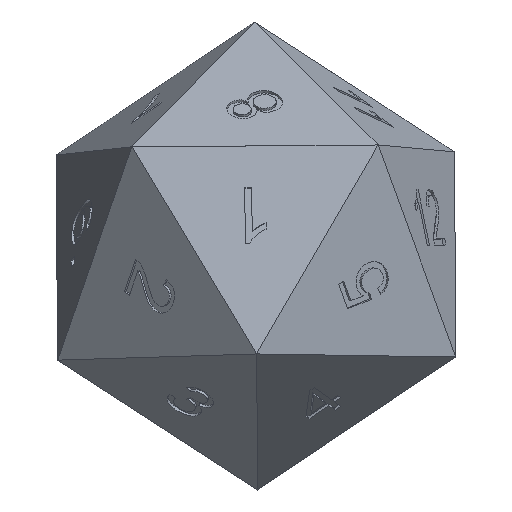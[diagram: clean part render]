
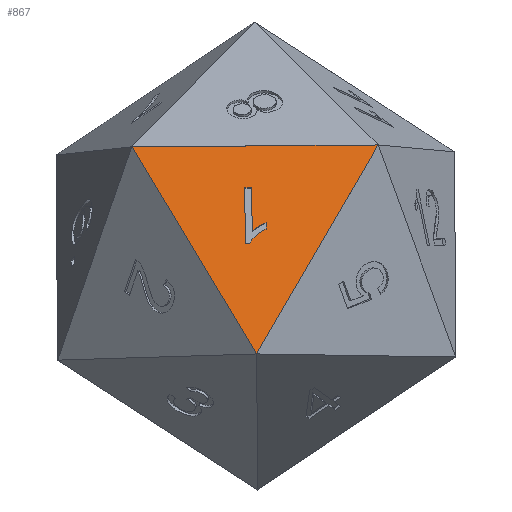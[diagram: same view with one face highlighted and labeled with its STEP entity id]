
A CAD part, top view. The second image highlights one B-rep face of the part: STEP entity #867.
In plain terms, the highlighted planar face has unit normal (-0.003, 0.217, 0.976).
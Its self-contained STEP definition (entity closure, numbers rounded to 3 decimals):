
#770=CARTESIAN_POINT('',(-3.733,-27.061,47.879));
#771=DIRECTION('',(0.003,-0.217,-0.976));
#772=DIRECTION('',(1.,0.008,0.001));
#773=AXIS2_PLACEMENT_3D('',#770,#771,#772);
#774=PLANE('',#773);
#775=CARTESIAN_POINT('',(-12.43,-22.248,46.783));
#776=VERTEX_POINT('',#775);
#777=CARTESIAN_POINT('',(4.89,-22.114,46.802));
#778=VERTEX_POINT('',#777);
#779=CARTESIAN_POINT('',(-12.43,-22.248,46.783));
#780=DIRECTION('',(1.,0.008,0.001));
#781=VECTOR('',#780,17.321);
#782=LINE('',#779,#781);
#783=EDGE_CURVE('',#776,#778,#782,.T.);
#784=ORIENTED_EDGE('',*,*,#783,.F.);
#785=CARTESIAN_POINT('',(-3.66,-36.822,50.051));
#786=VERTEX_POINT('',#785);
#787=CARTESIAN_POINT('',(-3.66,-36.822,50.051));
#788=DIRECTION('',(-0.506,0.841,-0.189));
#789=VECTOR('',#788,17.321);
#790=LINE('',#787,#789);
#791=EDGE_CURVE('',#786,#776,#790,.T.);
#792=ORIENTED_EDGE('',*,*,#791,.F.);
#793=CARTESIAN_POINT('',(4.89,-22.114,46.802));
#794=DIRECTION('',(-0.494,-0.849,0.188));
#795=VECTOR('',#794,17.321);
#796=LINE('',#793,#795);
#797=EDGE_CURVE('',#778,#786,#796,.T.);
#798=ORIENTED_EDGE('',*,*,#797,.F.);
#799=EDGE_LOOP('',(#784,#792,#798));
#800=FACE_BOUND('',#799,.T.);
#801=CARTESIAN_POINT('',(-4.455,-29.026,48.314));
#802=VERTEX_POINT('',#801);
#803=CARTESIAN_POINT('',(-4.484,-25.108,47.442));
#804=VERTEX_POINT('',#803);
#805=CARTESIAN_POINT('',(-4.455,-29.026,48.314));
#806=DIRECTION('',(-0.007,0.976,-0.217));
#807=VECTOR('',#806,4.014);
#808=LINE('',#805,#807);
#809=EDGE_CURVE('',#802,#804,#808,.T.);
#810=ORIENTED_EDGE('',*,*,#809,.T.);
#811=CARTESIAN_POINT('',(-3.993,-25.104,47.443));
#812=VERTEX_POINT('',#811);
#813=CARTESIAN_POINT('',(-4.484,-25.108,47.442));
#814=DIRECTION('',(1.,0.008,0.001));
#815=VECTOR('',#814,0.491);
#816=LINE('',#813,#815);
#817=EDGE_CURVE('',#804,#812,#816,.T.);
#818=ORIENTED_EDGE('',*,*,#817,.T.);
#819=CARTESIAN_POINT('',(-3.97,-28.157,48.122));
#820=VERTEX_POINT('',#819);
#821=CARTESIAN_POINT('',(-3.993,-25.104,47.443));
#822=DIRECTION('',(0.007,-0.976,0.217));
#823=VECTOR('',#822,3.127);
#824=LINE('',#821,#823);
#825=EDGE_CURVE('',#812,#820,#824,.T.);
#826=ORIENTED_EDGE('',*,*,#825,.T.);
#827=CARTESIAN_POINT('',(-2.993,-27.572,47.995));
#828=VERTEX_POINT('',#827);
#829=CARTESIAN_POINT('',(-3.97,-28.157,48.122));
#830=CARTESIAN_POINT('',(-3.853,-28.046,48.098));
#831=CARTESIAN_POINT('',(-3.699,-27.935,48.073));
#832=CARTESIAN_POINT('',(-3.508,-27.823,48.049));
#833=CARTESIAN_POINT('',(-3.317,-27.712,48.025));
#834=CARTESIAN_POINT('',(-3.145,-27.628,48.007));
#835=CARTESIAN_POINT('',(-2.993,-27.572,47.995));
#836=B_SPLINE_CURVE_WITH_KNOTS('',3,(#829,#830,#831,#832,#833,#834,#835),.UNSPECIFIED.,.F.,.F.,(4,3,4),(0.,0.5,1.),.UNSPECIFIED.);
#837=EDGE_CURVE('',#820,#828,#836,.T.);
#838=ORIENTED_EDGE('',*,*,#837,.T.);
#839=CARTESIAN_POINT('',(-2.99,-28.035,48.098));
#840=VERTEX_POINT('',#839);
#841=CARTESIAN_POINT('',(-2.993,-27.572,47.995));
#842=DIRECTION('',(0.007,-0.976,0.217));
#843=VECTOR('',#842,0.474);
#844=LINE('',#841,#843);
#845=EDGE_CURVE('',#828,#840,#844,.T.);
#846=ORIENTED_EDGE('',*,*,#845,.T.);
#847=CARTESIAN_POINT('',(-4.138,-29.023,48.314));
#848=VERTEX_POINT('',#847);
#849=CARTESIAN_POINT('',(-2.99,-28.035,48.098));
#850=CARTESIAN_POINT('',(-3.263,-28.163,48.125));
#851=CARTESIAN_POINT('',(-3.502,-28.318,48.159));
#852=CARTESIAN_POINT('',(-3.706,-28.498,48.199));
#853=CARTESIAN_POINT('',(-3.91,-28.679,48.238));
#854=CARTESIAN_POINT('',(-4.054,-28.854,48.277));
#855=CARTESIAN_POINT('',(-4.138,-29.023,48.314));
#856=B_SPLINE_CURVE_WITH_KNOTS('',3,(#849,#850,#851,#852,#853,#854,#855),.UNSPECIFIED.,.F.,.F.,(4,3,4),(0.,0.5,1.),.UNSPECIFIED.);
#857=EDGE_CURVE('',#840,#848,#856,.T.);
#858=ORIENTED_EDGE('',*,*,#857,.T.);
#859=CARTESIAN_POINT('',(-4.138,-29.023,48.314));
#860=DIRECTION('',(-1.,-0.008,-0.001));
#861=VECTOR('',#860,0.316);
#862=LINE('',#859,#861);
#863=EDGE_CURVE('',#848,#802,#862,.T.);
#864=ORIENTED_EDGE('',*,*,#863,.T.);
#865=EDGE_LOOP('',(#810,#818,#826,#838,#846,#858,#864));
#866=FACE_BOUND('',#865,.T.);
#867=ADVANCED_FACE('',(#800,#866),#774,.F.);
